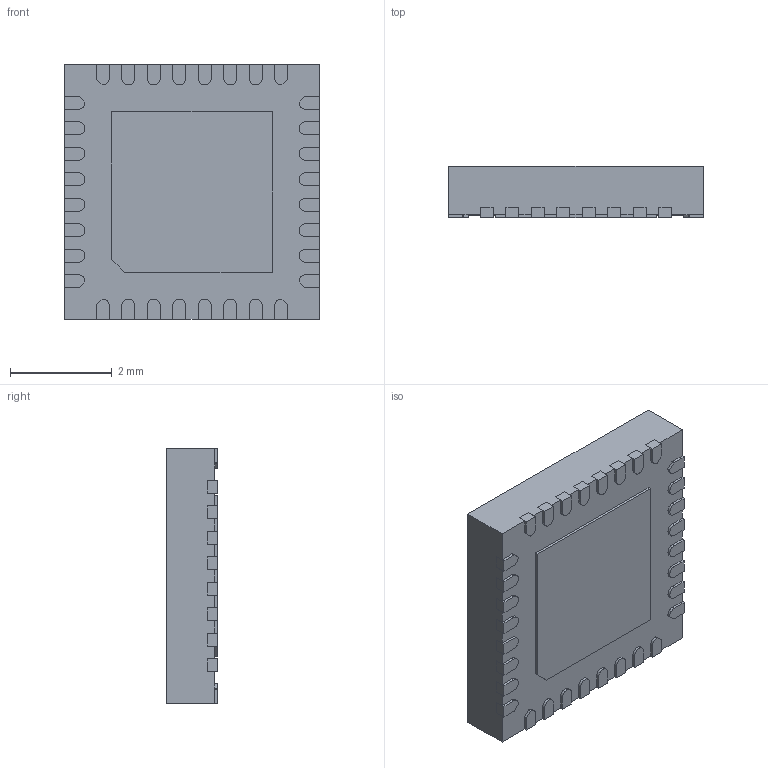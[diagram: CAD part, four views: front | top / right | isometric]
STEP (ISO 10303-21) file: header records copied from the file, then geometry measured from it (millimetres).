
FILE_DESCRIPTION (( 'STEP AP214' ), '1' );
FILE_NAME ('TPS40322RHBT.STEP', '2023-10-10T13:14:30', ( '' ), ( '' ), 'SwSTEP 2.0', 'SolidWorks 2021', '' );
FILE_SCHEMA (( 'AUTOMOTIVE_DESIGN' ));
Length unit declared in the file: millimetre
Products named in the file (1): TPS40322RHBT
Bounding box: 5 x 1 x 5 mm (x, y, z)
Volume: 24.4 mm3; surface area: 110.5 mm2
Topology: 35 solids, 35 shells, 394 faces, 966 edges, 644 vertices
Faces by surface type: plane 294, cylinder 100
Entity records: 11890 total; most frequent: CARTESIAN_POINT 2005, DIRECTION 1956, ORIENTED_EDGE 1932, EDGE_CURVE 966, LINE 766, VECTOR 766, VERTEX_POINT 644, AXIS2_PLACEMENT_3D 595
